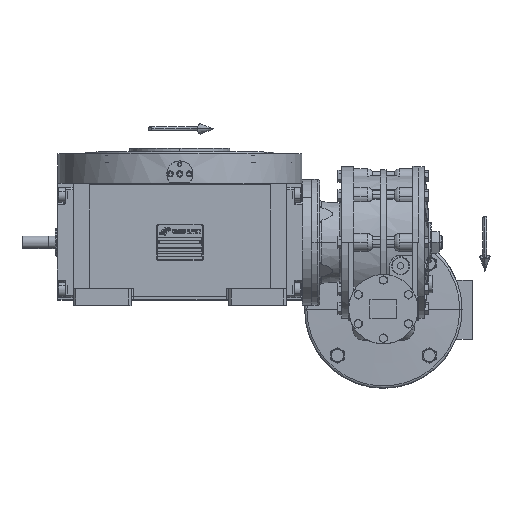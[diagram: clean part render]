
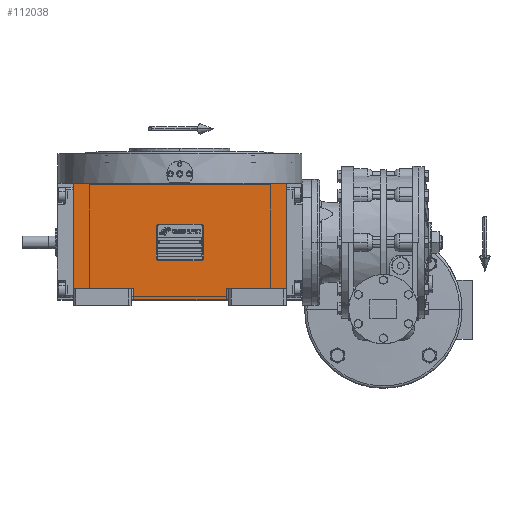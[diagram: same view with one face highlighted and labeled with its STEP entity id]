
A CAD part, top view. The second image highlights one B-rep face of the part: STEP entity #112038.
In plain terms, the highlighted planar face has unit normal (0, 0, 1).
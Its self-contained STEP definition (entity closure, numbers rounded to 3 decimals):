
#357 = VERTEX_POINT ( 'NONE', #119755 ) ;
#1738 = EDGE_CURVE ( 'NONE', #97364, #357, #31628, .T. ) ;
#4694 = EDGE_LOOP ( 'NONE', ( #38846, #18868, #77495, #44418, #55002, #48769, #70175, #21490 ) ) ;
#6617 = FACE_OUTER_BOUND ( 'NONE', #4694, .T. ) ;
#7265 = CARTESIAN_POINT ( 'NONE',  ( -135., -73., 226. ) ) ;
#11329 = CARTESIAN_POINT ( 'NONE',  ( 59., -59., 226. ) ) ;
#15396 = VERTEX_POINT ( 'NONE', #46890 ) ;
#17788 = CARTESIAN_POINT ( 'NONE',  ( -59., -73., 226. ) ) ;
#18456 = VECTOR ( 'NONE', #81870, 1000. ) ;
#18868 = ORIENTED_EDGE ( 'NONE', *, *, #85841, .F. ) ;
#21490 = ORIENTED_EDGE ( 'NONE', *, *, #115363, .F. ) ;
#22156 = DIRECTION ( 'NONE',  ( 1., 0., 0. ) ) ;
#27421 = LINE ( 'NONE', #17788, #46075 ) ;
#29681 = VECTOR ( 'NONE', #44728, 1000. ) ;
#30401 = LINE ( 'NONE', #60013, #80662 ) ;
#31628 = LINE ( 'NONE', #83139, #18456 ) ;
#33221 = EDGE_CURVE ( 'NONE', #80165, #105496, #81372, .T. ) ;
#36526 = VERTEX_POINT ( 'NONE', #94306 ) ;
#38846 = ORIENTED_EDGE ( 'NONE', *, *, #83048, .T. ) ;
#40809 = CARTESIAN_POINT ( 'NONE',  ( 59., -59., 226. ) ) ;
#42982 = CARTESIAN_POINT ( 'NONE',  ( -135., 75., 226. ) ) ;
#44085 = VERTEX_POINT ( 'NONE', #91793 ) ;
#44418 = ORIENTED_EDGE ( 'NONE', *, *, #123592, .T. ) ;
#44728 = DIRECTION ( 'NONE',  ( 0., 1., 0. ) ) ;
#46075 = VECTOR ( 'NONE', #64782, 1000. ) ;
#46890 = CARTESIAN_POINT ( 'NONE',  ( -59., -73., 226. ) ) ;
#48769 = ORIENTED_EDGE ( 'NONE', *, *, #66301, .F. ) ;
#53040 = CARTESIAN_POINT ( 'NONE',  ( 135., -59., 226. ) ) ;
#54336 = VECTOR ( 'NONE', #116943, 1000. ) ;
#55002 = ORIENTED_EDGE ( 'NONE', *, *, #33221, .F. ) ;
#55021 = CARTESIAN_POINT ( 'NONE',  ( -135., -59., 226. ) ) ;
#59050 = VECTOR ( 'NONE', #92347, 1000. ) ;
#60013 = CARTESIAN_POINT ( 'NONE',  ( -135., -59., 226. ) ) ;
#64782 = DIRECTION ( 'NONE',  ( 0., 1., 0. ) ) ;
#66301 = EDGE_CURVE ( 'NONE', #125005, #80165, #84666, .T. ) ;
#69151 = LINE ( 'NONE', #40809, #54336 ) ;
#70175 = ORIENTED_EDGE ( 'NONE', *, *, #99729, .T. ) ;
#77495 = ORIENTED_EDGE ( 'NONE', *, *, #1738, .T. ) ;
#80115 = CARTESIAN_POINT ( 'NONE',  ( -135., 75., 226. ) ) ;
#80165 = VERTEX_POINT ( 'NONE', #42982 ) ;
#80662 = VECTOR ( 'NONE', #89657, 1000. ) ;
#80840 = CARTESIAN_POINT ( 'NONE',  ( 135., 75., 226. ) ) ;
#81372 = LINE ( 'NONE', #80115, #84865 ) ;
#81870 = DIRECTION ( 'NONE',  ( 1., 0., 0. ) ) ;
#82456 = AXIS2_PLACEMENT_3D ( 'NONE', #7265, #125819, #124532 ) ;
#83048 = EDGE_CURVE ( 'NONE', #15396, #44085, #100773, .T. ) ;
#83139 = CARTESIAN_POINT ( 'NONE',  ( 59., -59., 226. ) ) ;
#84666 = LINE ( 'NONE', #55021, #29681 ) ;
#84865 = VECTOR ( 'NONE', #22156, 1000. ) ;
#85841 = EDGE_CURVE ( 'NONE', #97364, #44085, #69151, .T. ) ;
#89657 = DIRECTION ( 'NONE',  ( 1., 0., 0. ) ) ;
#90440 = LINE ( 'NONE', #53040, #59050 ) ;
#91229 = VECTOR ( 'NONE', #109195, 1000. ) ;
#91793 = CARTESIAN_POINT ( 'NONE',  ( 59., -73., 226. ) ) ;
#92347 = DIRECTION ( 'NONE',  ( 0., 1., 0. ) ) ;
#94306 = CARTESIAN_POINT ( 'NONE',  ( -59., -59., 226. ) ) ;
#96156 = PLANE ( 'NONE',  #82456 ) ;
#97364 = VERTEX_POINT ( 'NONE', #11329 ) ;
#99347 = CARTESIAN_POINT ( 'NONE',  ( -135., -59., 226. ) ) ;
#99729 = EDGE_CURVE ( 'NONE', #125005, #36526, #30401, .T. ) ;
#100773 = LINE ( 'NONE', #110459, #91229 ) ;
#105496 = VERTEX_POINT ( 'NONE', #80840 ) ;
#109195 = DIRECTION ( 'NONE',  ( 1., 0., 0. ) ) ;
#110459 = CARTESIAN_POINT ( 'NONE',  ( -59., -73., 226. ) ) ;
#112038 = ADVANCED_FACE ( 'NONE', ( #6617 ), #96156, .T. ) ;
#115363 = EDGE_CURVE ( 'NONE', #15396, #36526, #27421, .T. ) ;
#116943 = DIRECTION ( 'NONE',  ( 0., -1., 0. ) ) ;
#119755 = CARTESIAN_POINT ( 'NONE',  ( 135., -59., 226. ) ) ;
#123592 = EDGE_CURVE ( 'NONE', #357, #105496, #90440, .T. ) ;
#124532 = DIRECTION ( 'NONE',  ( 1., 0., 0. ) ) ;
#125005 = VERTEX_POINT ( 'NONE', #99347 ) ;
#125819 = DIRECTION ( 'NONE',  ( 0., 0., 1. ) ) ;
